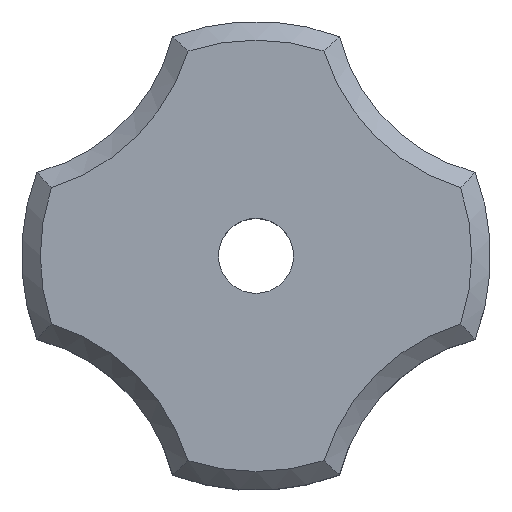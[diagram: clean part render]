
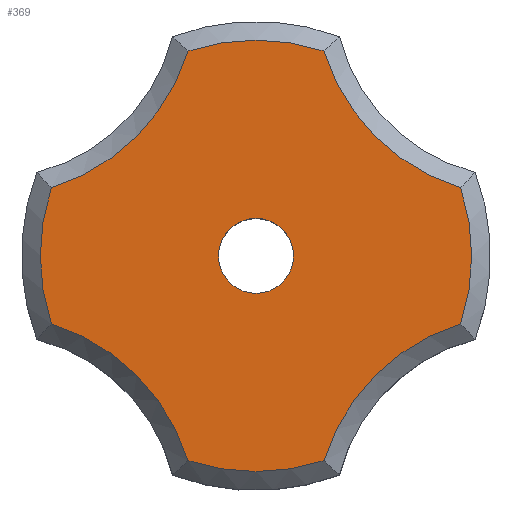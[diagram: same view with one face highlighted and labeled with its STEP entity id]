
A CAD part, top view. The second image highlights one B-rep face of the part: STEP entity #369.
In plain terms, the highlighted planar face has unit normal (0, 0, 1).
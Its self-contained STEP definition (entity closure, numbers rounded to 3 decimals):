
#131 = VERTEX_POINT('',#132);
#132 = CARTESIAN_POINT('',(5.457,-1.814,5.));
#141 = VERTEX_POINT('',#142);
#142 = CARTESIAN_POINT('',(5.457,1.814,5.));
#149 = EDGE_CURVE('',#131,#141,#150,.T.);
#150 = CIRCLE('',#151,5.75);
#151 = AXIS2_PLACEMENT_3D('',#152,#153,#154);
#152 = CARTESIAN_POINT('',(0.,0.,5.));
#153 = DIRECTION('',(-0.,0.,1.));
#154 = DIRECTION('',(0.934,-0.356,0.));
#226 = VERTEX_POINT('',#227);
#227 = CARTESIAN_POINT('',(1.814,-5.457,5.));
#234 = EDGE_CURVE('',#131,#226,#235,.T.);
#235 = CIRCLE('',#236,5.5);
#236 = AXIS2_PLACEMENT_3D('',#237,#238,#239);
#237 = CARTESIAN_POINT('',(7.071,-7.071,5.));
#238 = DIRECTION('',(0.,0.,1.));
#239 = DIRECTION('',(-0.246,0.969,0.));
#369 = ADVANCED_FACE('',(#370,#426),#437,.T.);
#370 = FACE_BOUND('',#371,.T.);
#371 = EDGE_LOOP('',(#372,#373,#382,#391,#400,#409,#418,#425));
#372 = ORIENTED_EDGE('',*,*,#149,.T.);
#373 = ORIENTED_EDGE('',*,*,#374,.F.);
#374 = EDGE_CURVE('',#375,#141,#377,.T.);
#375 = VERTEX_POINT('',#376);
#376 = CARTESIAN_POINT('',(1.814,5.457,5.));
#377 = CIRCLE('',#378,5.5);
#378 = AXIS2_PLACEMENT_3D('',#379,#380,#381);
#379 = CARTESIAN_POINT('',(7.071,7.071,5.));
#380 = DIRECTION('',(0.,0.,1.));
#381 = DIRECTION('',(-0.969,-0.246,0.));
#382 = ORIENTED_EDGE('',*,*,#383,.T.);
#383 = EDGE_CURVE('',#375,#384,#386,.T.);
#384 = VERTEX_POINT('',#385);
#385 = CARTESIAN_POINT('',(-1.814,5.457,5.));
#386 = CIRCLE('',#387,5.75);
#387 = AXIS2_PLACEMENT_3D('',#388,#389,#390);
#388 = CARTESIAN_POINT('',(0.,0.,5.));
#389 = DIRECTION('',(0.,-0.,1.));
#390 = DIRECTION('',(0.356,0.934,0.));
#391 = ORIENTED_EDGE('',*,*,#392,.F.);
#392 = EDGE_CURVE('',#393,#384,#395,.T.);
#393 = VERTEX_POINT('',#394);
#394 = CARTESIAN_POINT('',(-5.457,1.814,5.));
#395 = CIRCLE('',#396,5.5);
#396 = AXIS2_PLACEMENT_3D('',#397,#398,#399);
#397 = CARTESIAN_POINT('',(-7.071,7.071,5.));
#398 = DIRECTION('',(-0.,0.,1.));
#399 = DIRECTION('',(0.246,-0.969,0.));
#400 = ORIENTED_EDGE('',*,*,#401,.T.);
#401 = EDGE_CURVE('',#393,#402,#404,.T.);
#402 = VERTEX_POINT('',#403);
#403 = CARTESIAN_POINT('',(-5.457,-1.814,5.));
#404 = CIRCLE('',#405,5.75);
#405 = AXIS2_PLACEMENT_3D('',#406,#407,#408);
#406 = CARTESIAN_POINT('',(0.,0.,5.));
#407 = DIRECTION('',(0.,0.,1.));
#408 = DIRECTION('',(-0.934,0.356,0.));
#409 = ORIENTED_EDGE('',*,*,#410,.F.);
#410 = EDGE_CURVE('',#411,#402,#413,.T.);
#411 = VERTEX_POINT('',#412);
#412 = CARTESIAN_POINT('',(-1.814,-5.457,5.));
#413 = CIRCLE('',#414,5.5);
#414 = AXIS2_PLACEMENT_3D('',#415,#416,#417);
#415 = CARTESIAN_POINT('',(-7.071,-7.071,5.));
#416 = DIRECTION('',(0.,-0.,1.));
#417 = DIRECTION('',(0.969,0.246,0.));
#418 = ORIENTED_EDGE('',*,*,#419,.T.);
#419 = EDGE_CURVE('',#411,#226,#420,.T.);
#420 = CIRCLE('',#421,5.75);
#421 = AXIS2_PLACEMENT_3D('',#422,#423,#424);
#422 = CARTESIAN_POINT('',(0.,0.,5.));
#423 = DIRECTION('',(0.,0.,1.));
#424 = DIRECTION('',(-0.356,-0.934,0.));
#425 = ORIENTED_EDGE('',*,*,#234,.F.);
#426 = FACE_BOUND('',#427,.T.);
#427 = EDGE_LOOP('',(#428));
#428 = ORIENTED_EDGE('',*,*,#429,.F.);
#429 = EDGE_CURVE('',#430,#430,#432,.T.);
#430 = VERTEX_POINT('',#431);
#431 = CARTESIAN_POINT('',(0.,1.,5.));
#432 = CIRCLE('',#433,1.);
#433 = AXIS2_PLACEMENT_3D('',#434,#435,#436);
#434 = CARTESIAN_POINT('',(0.,0.,5.));
#435 = DIRECTION('',(0.,0.,1.));
#436 = DIRECTION('',(0.,1.,0.));
#437 = PLANE('',#438);
#438 = AXIS2_PLACEMENT_3D('',#439,#440,#441);
#439 = CARTESIAN_POINT('',(0.,0.,5.));
#440 = DIRECTION('',(0.,0.,1.));
#441 = DIRECTION('',(1.,0.,0.));
